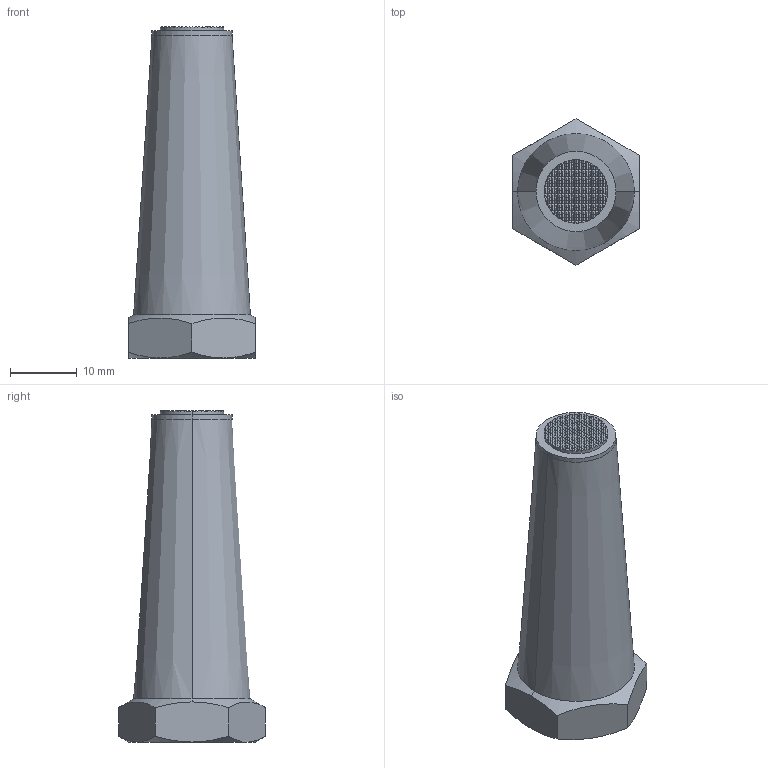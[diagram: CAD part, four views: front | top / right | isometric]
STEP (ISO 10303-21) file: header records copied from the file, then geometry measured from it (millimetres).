
FILE_DESCRIPTION (( 'STEP AP203' ), '1' );
FILE_NAME ('bj810-12050-s.STEP', '2021-10-25T00:30:51', ( '' ), ( '' ), 'SwSTEP 2.0', 'SolidWorks 2020', '' );
FILE_SCHEMA (( 'CONFIG_CONTROL_DESIGN' ));
Length unit declared in the file: millimetre
Products named in the file (1): bj810-12050-s
Bounding box: 19 x 21.94 x 49.7 mm (x, y, z)
Volume: 7511.9 mm3; surface area: 3489.1 mm2
Topology: 1 solids, 1 shells, 645 faces, 1913 edges, 1272 vertices
Faces by surface type: plane 629, cone 10, cylinder 6
Entity records: 21302 total; most frequent: CARTESIAN_POINT 4418, ORIENTED_EDGE 3826, DIRECTION 3054, EDGE_CURVE 1913, LINE 1726, VECTOR 1726, VERTEX_POINT 1272, AXIS2_PLACEMENT_3D 664
